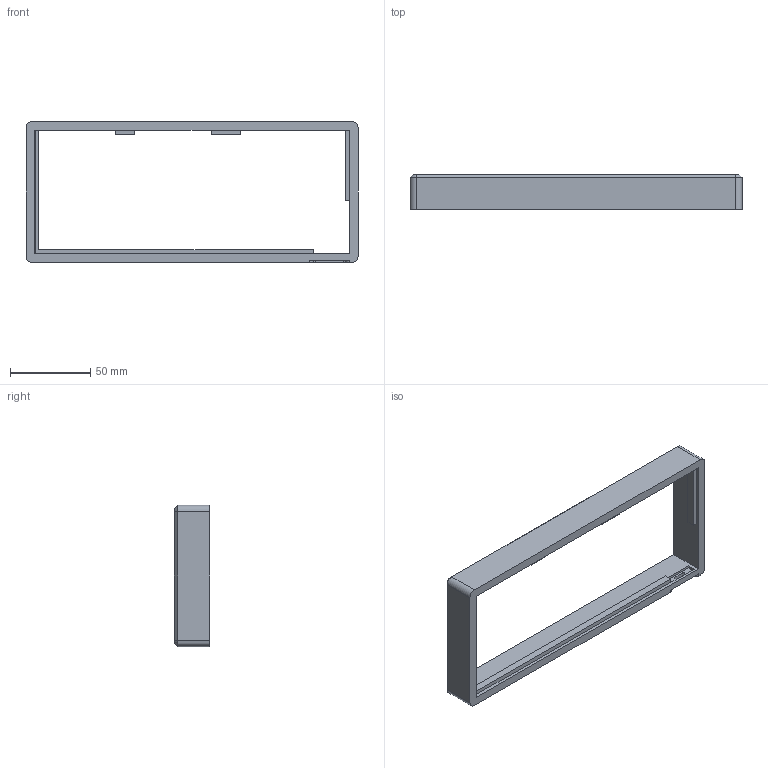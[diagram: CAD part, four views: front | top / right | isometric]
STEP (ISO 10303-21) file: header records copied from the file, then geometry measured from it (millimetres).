
FILE_DESCRIPTION(/* description */ (''),/* implementation_level */ '2;1');
FILE_NAME(/* name */ 'qaz_bottom_boi.step',/* time_stamp */ '2020-08-17T17:40:29-04:00',/* author */ (''),/* organization */ (''),/* preprocessor_version */ 'ST-DEVELOPER v18.1',/* originating_system */ 'Autodesk Translation Framework v9.3.0.1241',/* authorisation */ '');
FILE_SCHEMA (('AUTOMOTIVE_DESIGN { 1 0 10303 214 3 1 1 }'));
Length unit declared in the file: millimetre
Products named in the file (1): qaz_bottom_boi
Bounding box: 207.4 x 22 x 88.35 mm (x, y, z)
Volume: 70863.7 mm3; surface area: 36097.6 mm2
Topology: 5 solids, 5 shells, 75 faces, 184 edges, 120 vertices
Faces by surface type: plane 59, cylinder 12, cone 4
Entity records: 2223 total; most frequent: CARTESIAN_POINT 380, ORIENTED_EDGE 368, DIRECTION 364, EDGE_CURVE 184, LINE 156, VECTOR 156, VERTEX_POINT 120, AXIS2_PLACEMENT_3D 104
